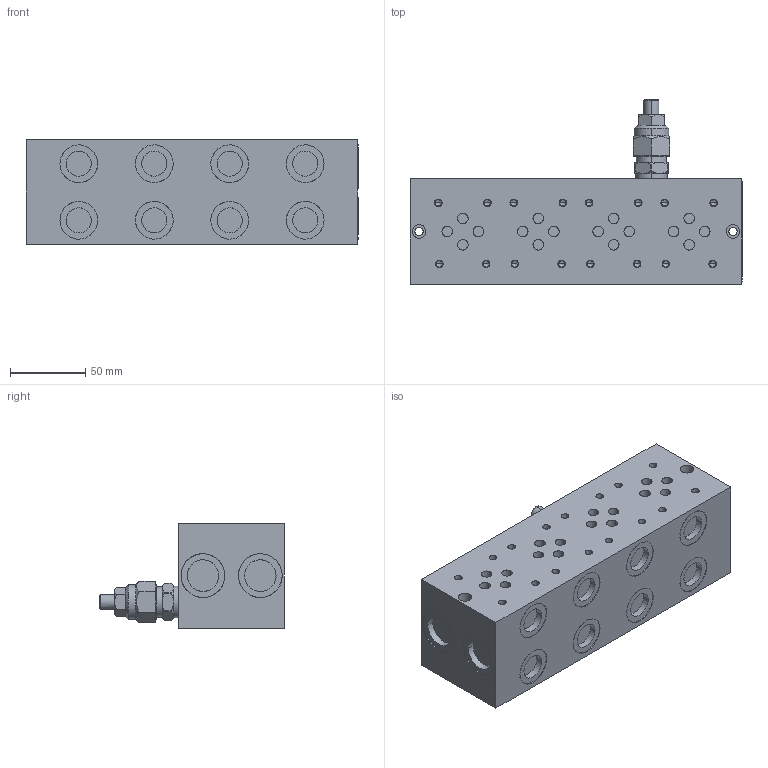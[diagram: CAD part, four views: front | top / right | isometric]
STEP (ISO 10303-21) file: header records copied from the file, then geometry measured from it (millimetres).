
FILE_DESCRIPTION(/* description */ (''),/* implementation_level */ '2;1');
FILE_NAME(/* name */ 'EAM233_4Z',/* time_stamp */ '2014-09-22T11:47:59+02:00',/* author */ (''),/* organization */ (''),/* preprocessor_version */ 'ST-DEVELOPER v10',/* originating_system */ '',/* authorisation */ '');
FILE_SCHEMA (('CONFIG_CONTROL_DESIGN'));
Length unit declared in the file: millimetre
Products named in the file (1): 1
Bounding box: 220 x 122.5 x 69.5 mm (x, y, z)
Volume: 1053582.1 mm3; surface area: 88756.9 mm2
Topology: 2 solids, 2 shells, 382 faces, 996 edges, 666 vertices
Faces by surface type: bspline 246, plane 136
Entity records: 12404 total; most frequent: CARTESIAN_POINT 6656, ORIENTED_EDGE 1912, EDGE_CURVE 956, VERTEX_POINT 666, EDGE_LOOP 474, ADVANCED_FACE 382, FACE_OUTER_BOUND 382, B_SPLINE_CURVE_WITH_KNOTS 382
